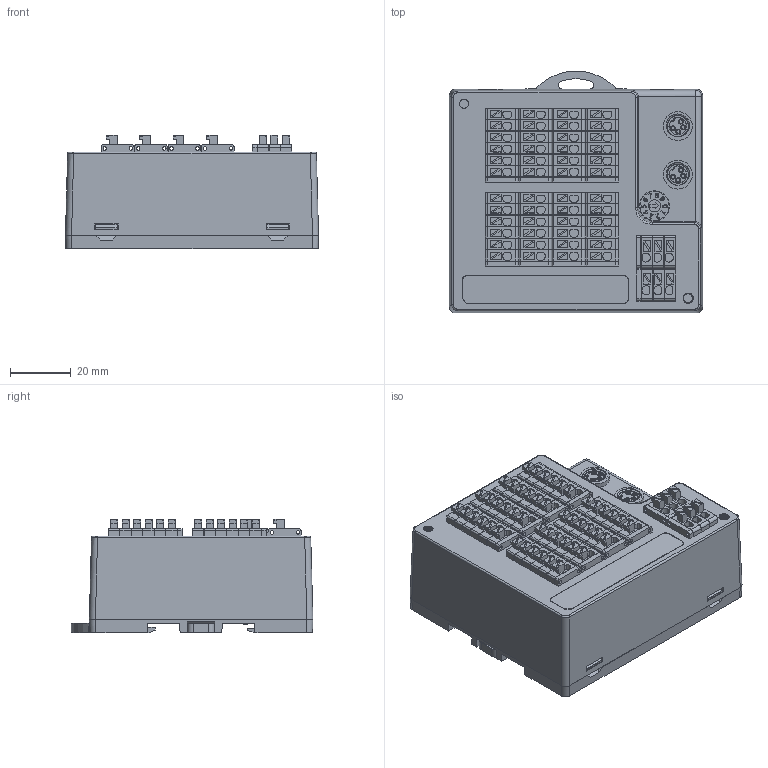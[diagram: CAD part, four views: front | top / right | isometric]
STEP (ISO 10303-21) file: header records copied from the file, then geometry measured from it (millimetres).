
FILE_DESCRIPTION(/* description */ (''),/* implementation_level */ '2;1');
FILE_NAME(/* name */ '',/* time_stamp */ '2024-03-20T16:21:06+08:00',/* author */ (''),/* organization */ (''),/* preprocessor_version */ 'ST-DEVELOPER v14',/* originating_system */ 'SIEMENS PLM Software NX 8.0',/* authorisation */ '');
FILE_SCHEMA (('AUTOMOTIVE_DESIGN { 1 0 10303 214 3 1 1 1 }'));
Products named in the file (1): Admi34880768mdgw
Bounding box: 83.42 x 79.71 x 37.3 mm (x, y, z)
Volume: 175118 mm3; surface area: 36512.5 mm2
Topology: 3 solids, 7 shells, 1947 faces, 5136 edges, 3426 vertices
Faces by surface type: plane 1363, cylinder 451, extrusion 94, bspline 18, cone 16, torus 4, sphere 1
Full cylindrical faces by diameter (mm): 1.168 x64, 1.178 x64, 1.2 x8, 1.5 x8, 3 x34, 4 x1, 8.6 x4, 9.5 x6, 9.6 x1, 9.9 x1
Entity records: 72662 total; most frequent: CARTESIAN_POINT 25120, ORIENTED_EDGE 9638, DIRECTION 9045, EDGE_CURVE 4819, VECTOR 3697, LINE 3603, VERTEX_POINT 3313, AXIS2_PLACEMENT_3D 2674
